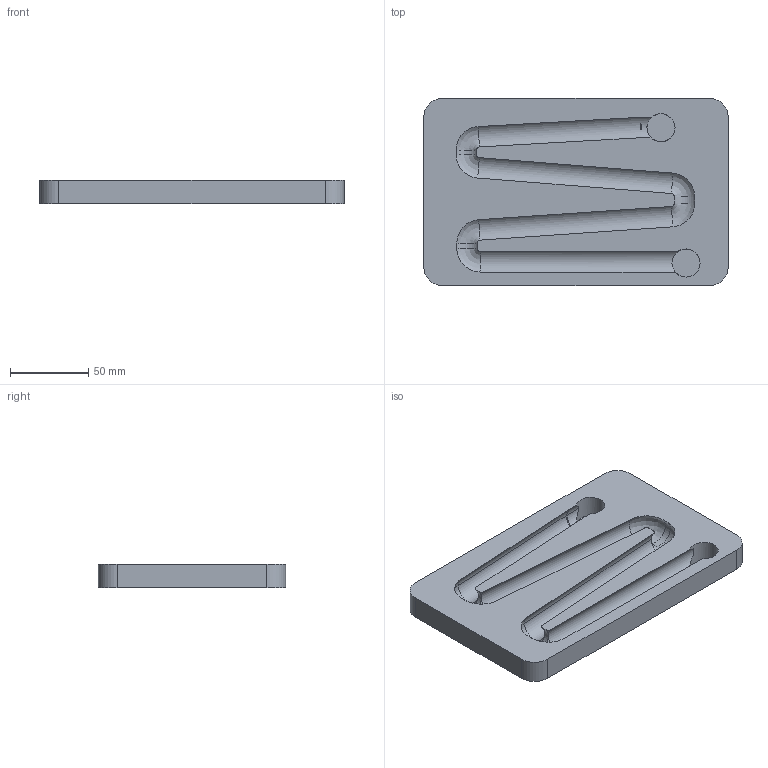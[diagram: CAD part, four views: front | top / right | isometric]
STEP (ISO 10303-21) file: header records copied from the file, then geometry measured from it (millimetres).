
FILE_DESCRIPTION(('FreeCAD Model'),'2;1');
FILE_NAME('notekit-marble.step','2015-10-21T15:07:04',('Author'),(''), 'Open CASCADE STEP processor 6.8','FreeCAD','Unknown');
FILE_SCHEMA(('AUTOMOTIVE_DESIGN_CC2 { 1 2 10303 214 -1 1 5 4 }'));
Length unit declared in the file: millimetre
Products named in the file (2): ASSEMBLY; Pocket
Assembly tree (1 placements, depth 2):
  ASSEMBLY
    Pocket
Bounding box: 195 x 120 x 15 mm (x, y, z)
Volume: 225131.2 mm3; surface area: 71846.8 mm2
Topology: 1 solids, 1 shells, 45 faces, 115 edges, 73 vertices
Faces by surface type: cylinder 22, revolution 12, plane 9, torus 2
Full cylindrical faces by diameter (mm): 18 x2
Entity records: 7309 total; most frequent: CARTESIAN_POINT 5150, DIRECTION 339, ORIENTED_EDGE 230, PCURVE 230, DEFINITIONAL_REPRESENTATION 230, B_SPLINE_CURVE_WITH_KNOTS 149, LINE 139, VECTOR 139
